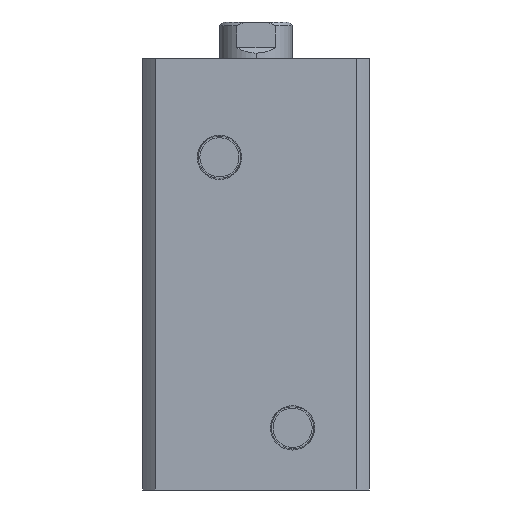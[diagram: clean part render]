
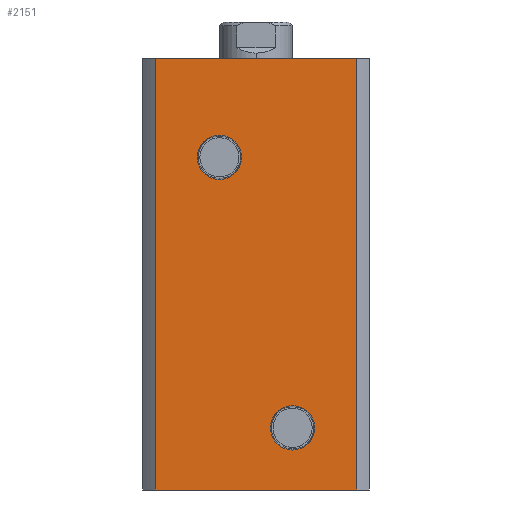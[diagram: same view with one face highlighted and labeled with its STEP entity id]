
A CAD part, left-side view. The second image highlights one B-rep face of the part: STEP entity #2151.
In plain terms, the highlighted planar face has unit normal (-1, 0, 0).
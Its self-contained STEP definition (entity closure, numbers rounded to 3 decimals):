
#97 = ORIENTED_EDGE ( 'NONE', *, *, #2284, .F. ) ;
#98 = ORIENTED_EDGE ( 'NONE', *, *, #1599, .F. ) ;
#99 = ORIENTED_EDGE ( 'NONE', *, *, #1598, .F. ) ;
#104 = ORIENTED_EDGE ( 'NONE', *, *, #2276, .F. ) ;
#109 = ORIENTED_EDGE ( 'NONE', *, *, #1600, .T. ) ;
#110 = ORIENTED_EDGE ( 'NONE', *, *, #1602, .F. ) ;
#111 = ORIENTED_EDGE ( 'NONE', *, *, #1603, .T. ) ;
#117 = ORIENTED_EDGE ( 'NONE', *, *, #1601, .F. ) ;
#271 = DIRECTION ( 'NONE',  ( 1., 0., 0. ) ) ;
#273 = CARTESIAN_POINT ( 'NONE',  ( -31., 0., 118. ) ) ;
#275 = PLANE ( 'NONE',  #2427 ) ;
#277 = DIRECTION ( 'NONE',  ( 0., 0., -1. ) ) ;
#655 = CARTESIAN_POINT ( 'NONE',  ( -31., -10., 17. ) ) ;
#656 = DIRECTION ( 'NONE',  ( -1., 0., 0. ) ) ;
#657 = DIRECTION ( 'NONE',  ( 0., 0., 1. ) ) ;
#675 = CARTESIAN_POINT ( 'NONE',  ( -31., 10., 91. ) ) ;
#676 = DIRECTION ( 'NONE',  ( -1., 0., 0. ) ) ;
#677 = DIRECTION ( 'NONE',  ( 0., 0., 1. ) ) ;
#877 = EDGE_LOOP ( 'NONE', ( #99, #97 ) ) ;
#930 = EDGE_LOOP ( 'NONE', ( #109, #117, #110, #111 ) ) ;
#934 = EDGE_LOOP ( 'NONE', ( #98, #104 ) ) ;
#957 = VERTEX_POINT ( 'NONE', #2032 ) ;
#992 = VERTEX_POINT ( 'NONE', #3204 ) ;
#1004 = VERTEX_POINT ( 'NONE', #3218 ) ;
#1009 = VERTEX_POINT ( 'NONE', #3224 ) ;
#1252 = LINE ( 'NONE', #3227, #1265 ) ;
#1254 = LINE ( 'NONE', #3251, #1263 ) ;
#1255 = LINE ( 'NONE', #3252, #1261 ) ;
#1256 = CIRCLE ( 'NONE', #2339, 6.06 ) ;
#1257 = CIRCLE ( 'NONE', #2338, 6.06 ) ;
#1261 = VECTOR ( 'NONE', #3225, 1000. ) ;
#1263 = VECTOR ( 'NONE', #3259, 1000. ) ;
#1264 = LINE ( 'NONE', #3262, #1267 ) ;
#1265 = VECTOR ( 'NONE', #3261, 1000. ) ;
#1267 = VECTOR ( 'NONE', #3263, 1000. ) ;
#1476 = CARTESIAN_POINT ( 'NONE',  ( -31., -10., 23.06 ) ) ;
#1498 = CARTESIAN_POINT ( 'NONE',  ( -31., 10., 97.06 ) ) ;
#1499 = CARTESIAN_POINT ( 'NONE',  ( -31., 10., 84.94 ) ) ;
#1598 = EDGE_CURVE ( 'NONE', #3453, #3456, #1257, .T. ) ;
#1599 = EDGE_CURVE ( 'NONE', #3267, #1869, #1256, .T. ) ;
#1600 = EDGE_CURVE ( 'NONE', #992, #1009, #1255, .T. ) ;
#1601 = EDGE_CURVE ( 'NONE', #957, #1009, #1254, .T. ) ;
#1602 = EDGE_CURVE ( 'NONE', #1004, #957, #1252, .T. ) ;
#1603 = EDGE_CURVE ( 'NONE', #1004, #992, #1264, .T. ) ;
#1869 = VERTEX_POINT ( 'NONE', #3567 ) ;
#2032 = CARTESIAN_POINT ( 'NONE',  ( -31., -27.591, 118. ) ) ;
#2151 = ADVANCED_FACE ( 'NONE', ( #2839, #2847, #2843 ), #275, .F. ) ;
#2276 = EDGE_CURVE ( 'NONE', #1869, #3267, #3051, .T. ) ;
#2284 = EDGE_CURVE ( 'NONE', #3456, #3453, #3063, .T. ) ;
#2338 = AXIS2_PLACEMENT_3D ( 'NONE', #3247, #3249, #3250 ) ;
#2339 = AXIS2_PLACEMENT_3D ( 'NONE', #3253, #3255, #3256 ) ;
#2427 = AXIS2_PLACEMENT_3D ( 'NONE', #273, #271, #277 ) ;
#2524 = AXIS2_PLACEMENT_3D ( 'NONE', #655, #656, #657 ) ;
#2528 = AXIS2_PLACEMENT_3D ( 'NONE', #675, #676, #677 ) ;
#2839 = FACE_BOUND ( 'NONE', #877, .T. ) ;
#2843 = FACE_OUTER_BOUND ( 'NONE', #930, .T. ) ;
#2847 = FACE_BOUND ( 'NONE', #934, .T. ) ;
#3051 = CIRCLE ( 'NONE', #2524, 6.06 ) ;
#3063 = CIRCLE ( 'NONE', #2528, 6.06 ) ;
#3204 = CARTESIAN_POINT ( 'NONE',  ( -31., 27.591, 0. ) ) ;
#3218 = CARTESIAN_POINT ( 'NONE',  ( -31., 27.591, 118. ) ) ;
#3224 = CARTESIAN_POINT ( 'NONE',  ( -31., -27.591, 0. ) ) ;
#3225 = DIRECTION ( 'NONE',  ( 0., -1., 0. ) ) ;
#3227 = CARTESIAN_POINT ( 'NONE',  ( -31., 0., 118. ) ) ;
#3247 = CARTESIAN_POINT ( 'NONE',  ( -31., 10., 91. ) ) ;
#3249 = DIRECTION ( 'NONE',  ( -1., 0., 0. ) ) ;
#3250 = DIRECTION ( 'NONE',  ( 0., 0., 1. ) ) ;
#3251 = CARTESIAN_POINT ( 'NONE',  ( -31., -27.591, 118. ) ) ;
#3252 = CARTESIAN_POINT ( 'NONE',  ( -31., 0., 0. ) ) ;
#3253 = CARTESIAN_POINT ( 'NONE',  ( -31., -10., 17. ) ) ;
#3255 = DIRECTION ( 'NONE',  ( -1., 0., 0. ) ) ;
#3256 = DIRECTION ( 'NONE',  ( 0., 0., 1. ) ) ;
#3259 = DIRECTION ( 'NONE',  ( 0., 0., -1. ) ) ;
#3261 = DIRECTION ( 'NONE',  ( 0., -1., 0. ) ) ;
#3262 = CARTESIAN_POINT ( 'NONE',  ( -31., 27.591, 118. ) ) ;
#3263 = DIRECTION ( 'NONE',  ( 0., 0., -1. ) ) ;
#3267 = VERTEX_POINT ( 'NONE', #1476 ) ;
#3453 = VERTEX_POINT ( 'NONE', #1498 ) ;
#3456 = VERTEX_POINT ( 'NONE', #1499 ) ;
#3567 = CARTESIAN_POINT ( 'NONE',  ( -31., -10., 10.94 ) ) ;
